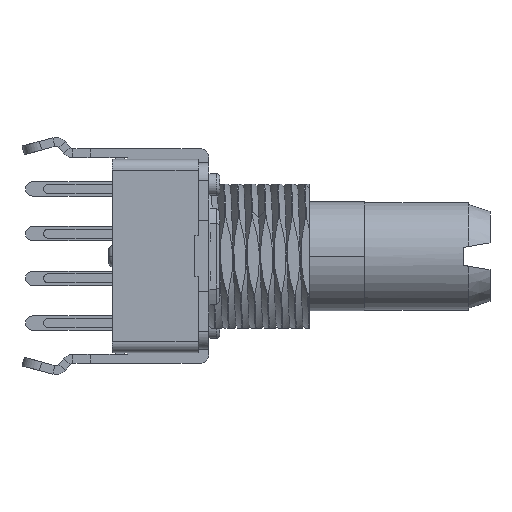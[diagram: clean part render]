
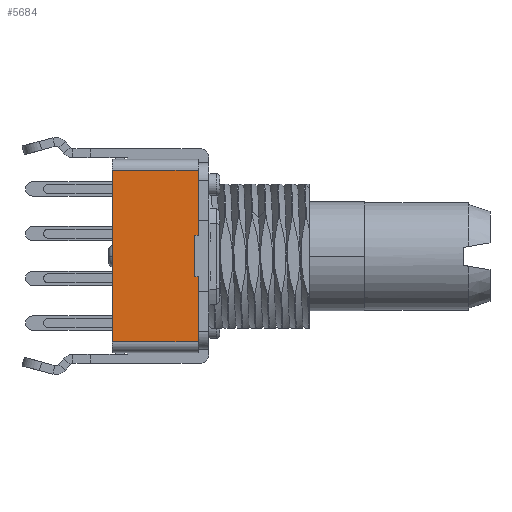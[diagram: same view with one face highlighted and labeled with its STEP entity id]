
A CAD part, left-side view. The second image highlights one B-rep face of the part: STEP entity #5684.
In plain terms, the highlighted planar face has unit normal (-1, 0, 0).
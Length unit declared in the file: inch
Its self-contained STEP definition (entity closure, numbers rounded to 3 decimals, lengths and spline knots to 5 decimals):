
#130 = CARTESIAN_POINT ( 'NONE',  ( -0.25984, 0.01181, 0.04606 ) ) ;
#242 = VERTEX_POINT ( 'NONE', #13670 ) ;
#569 = LINE ( 'NONE', #19613, #23711 ) ;
#584 = VECTOR ( 'NONE', #22535, 39.37008 ) ;
#855 = LINE ( 'NONE', #15586, #5217 ) ;
#926 = CARTESIAN_POINT ( 'NONE',  ( -0.25984, 0.00394, 0.04606 ) ) ;
#1782 = EDGE_CURVE ( 'NONE', #21281, #16033, #569, .T. ) ;
#2426 = LINE ( 'NONE', #12581, #6769 ) ;
#2765 = DIRECTION ( 'NONE',  ( 0., -1., 0. ) ) ;
#3194 = DIRECTION ( 'NONE',  ( 0., 0., 1. ) ) ;
#3521 = CARTESIAN_POINT ( 'NONE',  ( -0.25984, 0.19291, -0.18819 ) ) ;
#3740 = VECTOR ( 'NONE', #11857, 39.37008 ) ;
#3860 = LINE ( 'NONE', #12388, #17979 ) ;
#4999 = ORIENTED_EDGE ( 'NONE', *, *, #17642, .T. ) ;
#5096 = EDGE_LOOP ( 'NONE', ( #4999, #12316, #21155, #9197, #8985, #15551, #14021, #12008 ) ) ;
#5217 = VECTOR ( 'NONE', #2765, 39.37008 ) ;
#5684 = ADVANCED_FACE ( 'NONE', ( #21772 ), #6718, .T. ) ;
#5763 = EDGE_CURVE ( 'NONE', #242, #22929, #2426, .T. ) ;
#6043 = CARTESIAN_POINT ( 'NONE',  ( -0.25984, 0.00394, -0.18819 ) ) ;
#6199 = DIRECTION ( 'NONE',  ( 0., 0., 1. ) ) ;
#6718 = PLANE ( 'NONE',  #23020 ) ;
#6769 = VECTOR ( 'NONE', #19787, 39.37008 ) ;
#6965 = CARTESIAN_POINT ( 'NONE',  ( -0.25984, 0.00394, -0.04449 ) ) ;
#8411 = CARTESIAN_POINT ( 'NONE',  ( -0.25984, 0.19291, 0.23209 ) ) ;
#8928 = LINE ( 'NONE', #22846, #3740 ) ;
#8985 = ORIENTED_EDGE ( 'NONE', *, *, #19190, .T. ) ;
#9197 = ORIENTED_EDGE ( 'NONE', *, *, #23265, .F. ) ;
#9651 = LINE ( 'NONE', #926, #18585 ) ;
#10300 = VERTEX_POINT ( 'NONE', #6043 ) ;
#10854 = CARTESIAN_POINT ( 'NONE',  ( -0.25984, 0.01181, 0.04606 ) ) ;
#11044 = VERTEX_POINT ( 'NONE', #16040 ) ;
#11857 = DIRECTION ( 'NONE',  ( 0., 1., 0. ) ) ;
#12008 = ORIENTED_EDGE ( 'NONE', *, *, #1782, .F. ) ;
#12116 = CARTESIAN_POINT ( 'NONE',  ( -0.25984, 0.00394, 0.04606 ) ) ;
#12214 = VECTOR ( 'NONE', #15213, 39.37008 ) ;
#12316 = ORIENTED_EDGE ( 'NONE', *, *, #19405, .T. ) ;
#12388 = CARTESIAN_POINT ( 'NONE',  ( -0.25984, 0.00394, -0.18819 ) ) ;
#12581 = CARTESIAN_POINT ( 'NONE',  ( -0.25984, 0.01181, -0.04449 ) ) ;
#13670 = CARTESIAN_POINT ( 'NONE',  ( -0.25984, 0.01181, -0.04449 ) ) ;
#13940 = DIRECTION ( 'NONE',  ( 0., 0., 1. ) ) ;
#14021 = ORIENTED_EDGE ( 'NONE', *, *, #18275, .T. ) ;
#14092 = DIRECTION ( 'NONE',  ( 0., 0., 1. ) ) ;
#14509 = LINE ( 'NONE', #16859, #12214 ) ;
#15213 = DIRECTION ( 'NONE',  ( 0., -1., 0. ) ) ;
#15551 = ORIENTED_EDGE ( 'NONE', *, *, #19373, .T. ) ;
#15586 = CARTESIAN_POINT ( 'NONE',  ( -0.25984, 0.19291, -0.18819 ) ) ;
#15948 = VERTEX_POINT ( 'NONE', #10854 ) ;
#16033 = VERTEX_POINT ( 'NONE', #21497 ) ;
#16040 = CARTESIAN_POINT ( 'NONE',  ( -0.25984, 0.00394, 0.18976 ) ) ;
#16119 = VERTEX_POINT ( 'NONE', #12116 ) ;
#16859 = CARTESIAN_POINT ( 'NONE',  ( -0.25984, 0.01181, 0.04606 ) ) ;
#17642 = EDGE_CURVE ( 'NONE', #21281, #10300, #855, .T. ) ;
#17979 = VECTOR ( 'NONE', #3194, 39.37008 ) ;
#18275 = EDGE_CURVE ( 'NONE', #11044, #16033, #8928, .T. ) ;
#18585 = VECTOR ( 'NONE', #6199, 39.37008 ) ;
#19190 = EDGE_CURVE ( 'NONE', #15948, #16119, #14509, .T. ) ;
#19373 = EDGE_CURVE ( 'NONE', #16119, #11044, #9651, .T. ) ;
#19387 = LINE ( 'NONE', #130, #584 ) ;
#19405 = EDGE_CURVE ( 'NONE', #10300, #22929, #3860, .T. ) ;
#19613 = CARTESIAN_POINT ( 'NONE',  ( -0.25984, 0.19291, -0.18819 ) ) ;
#19787 = DIRECTION ( 'NONE',  ( 0., -1., 0. ) ) ;
#21155 = ORIENTED_EDGE ( 'NONE', *, *, #5763, .F. ) ;
#21281 = VERTEX_POINT ( 'NONE', #3521 ) ;
#21488 = DIRECTION ( 'NONE',  ( -1., 0., 0. ) ) ;
#21497 = CARTESIAN_POINT ( 'NONE',  ( -0.25984, 0.19291, 0.18976 ) ) ;
#21772 = FACE_OUTER_BOUND ( 'NONE', #5096, .T. ) ;
#22535 = DIRECTION ( 'NONE',  ( 0., 0., -1. ) ) ;
#22846 = CARTESIAN_POINT ( 'NONE',  ( -0.25984, 0.00394, 0.18976 ) ) ;
#22929 = VERTEX_POINT ( 'NONE', #6965 ) ;
#23020 = AXIS2_PLACEMENT_3D ( 'NONE', #8411, #21488, #14092 ) ;
#23265 = EDGE_CURVE ( 'NONE', #15948, #242, #19387, .T. ) ;
#23711 = VECTOR ( 'NONE', #13940, 39.37008 ) ;
